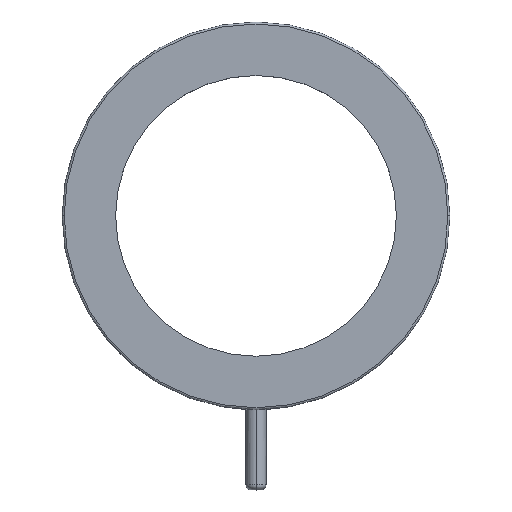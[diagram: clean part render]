
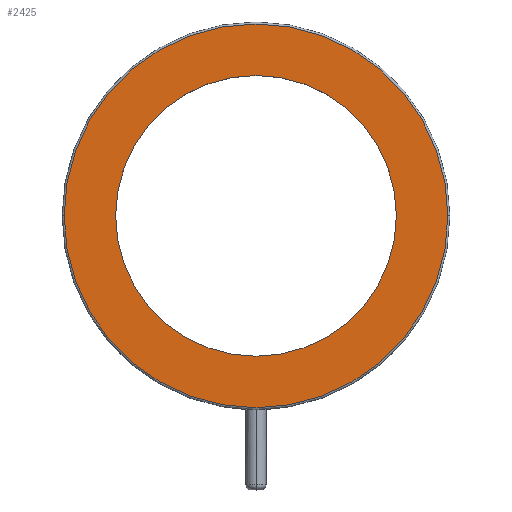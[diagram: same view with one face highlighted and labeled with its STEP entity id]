
A CAD part, top view. The second image highlights one B-rep face of the part: STEP entity #2425.
In plain terms, the highlighted planar face has unit normal (0, 0, 1).
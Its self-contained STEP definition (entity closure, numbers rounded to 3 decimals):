
#87 = CARTESIAN_POINT ( 'NONE',  ( 0., 0., 3.3 ) ) ;
#137 = CARTESIAN_POINT ( 'NONE',  ( 0., 0., 3.3 ) ) ;
#328 = DIRECTION ( 'NONE',  ( 1., 0., 0. ) ) ;
#536 = DIRECTION ( 'NONE',  ( 0., 0., 1. ) ) ;
#586 = CARTESIAN_POINT ( 'NONE',  ( 21., 0., 3.3 ) ) ;
#603 = CIRCLE ( 'NONE', #3564, 28.7 ) ;
#619 = DIRECTION ( 'NONE',  ( 0., 0., 1. ) ) ;
#674 = VERTEX_POINT ( 'NONE', #1034 ) ;
#790 = ORIENTED_EDGE ( 'NONE', *, *, #2895, .F. ) ;
#874 = EDGE_LOOP ( 'NONE', ( #2074, #1110 ) ) ;
#875 = VERTEX_POINT ( 'NONE', #4495 ) ;
#937 = DIRECTION ( 'NONE',  ( 1., 0., 0. ) ) ;
#1019 = CARTESIAN_POINT ( 'NONE',  ( 0., 0., 3.3 ) ) ;
#1034 = CARTESIAN_POINT ( 'NONE',  ( 28.7, 0., 3.3 ) ) ;
#1110 = ORIENTED_EDGE ( 'NONE', *, *, #2187, .T. ) ;
#1227 = FACE_OUTER_BOUND ( 'NONE', #874, .T. ) ;
#1498 = AXIS2_PLACEMENT_3D ( 'NONE', #137, #3078, #2230 ) ;
#1812 = CIRCLE ( 'NONE', #5114, 21. ) ;
#2074 = ORIENTED_EDGE ( 'NONE', *, *, #2822, .T. ) ;
#2187 = EDGE_CURVE ( 'NONE', #2294, #674, #603, .T. ) ;
#2230 = DIRECTION ( 'NONE',  ( 1., 0., 0. ) ) ;
#2294 = VERTEX_POINT ( 'NONE', #4097 ) ;
#2425 = ADVANCED_FACE ( 'NONE', ( #1227, #5019 ), #5047, .T. ) ;
#2625 = DIRECTION ( 'NONE',  ( 1., 0., 0. ) ) ;
#2689 = CIRCLE ( 'NONE', #4141, 28.7 ) ;
#2774 = EDGE_LOOP ( 'NONE', ( #3630, #790 ) ) ;
#2822 = EDGE_CURVE ( 'NONE', #674, #2294, #2689, .T. ) ;
#2895 = EDGE_CURVE ( 'NONE', #875, #4427, #4462, .T. ) ;
#2900 = DIRECTION ( 'NONE',  ( 0., 0., 1. ) ) ;
#3078 = DIRECTION ( 'NONE',  ( 0., 0., 1. ) ) ;
#3564 = AXIS2_PLACEMENT_3D ( 'NONE', #3868, #5153, #328 ) ;
#3630 = ORIENTED_EDGE ( 'NONE', *, *, #4380, .F. ) ;
#3868 = CARTESIAN_POINT ( 'NONE',  ( 0., 0., 3.3 ) ) ;
#4097 = CARTESIAN_POINT ( 'NONE',  ( -28.7, 0., 3.3 ) ) ;
#4141 = AXIS2_PLACEMENT_3D ( 'NONE', #4509, #536, #2625 ) ;
#4228 = DIRECTION ( 'NONE',  ( 1., 0., 0. ) ) ;
#4380 = EDGE_CURVE ( 'NONE', #4427, #875, #1812, .T. ) ;
#4427 = VERTEX_POINT ( 'NONE', #586 ) ;
#4462 = CIRCLE ( 'NONE', #1498, 21. ) ;
#4495 = CARTESIAN_POINT ( 'NONE',  ( -21., 0., 3.3 ) ) ;
#4509 = CARTESIAN_POINT ( 'NONE',  ( 0., 0., 3.3 ) ) ;
#5011 = AXIS2_PLACEMENT_3D ( 'NONE', #1019, #619, #4228 ) ;
#5019 = FACE_BOUND ( 'NONE', #2774, .T. ) ;
#5047 = PLANE ( 'NONE',  #5011 ) ;
#5114 = AXIS2_PLACEMENT_3D ( 'NONE', #87, #2900, #937 ) ;
#5153 = DIRECTION ( 'NONE',  ( 0., 0., 1. ) ) ;
